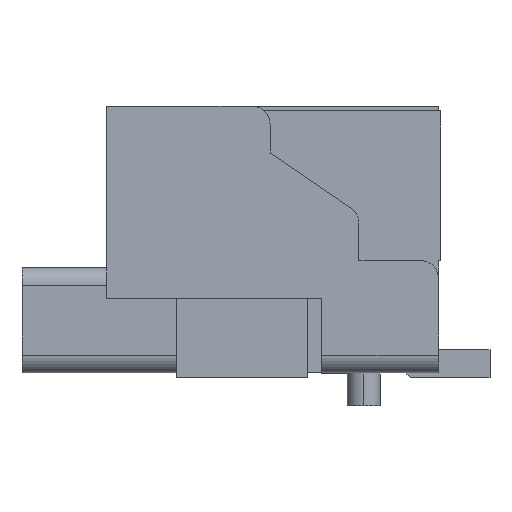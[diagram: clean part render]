
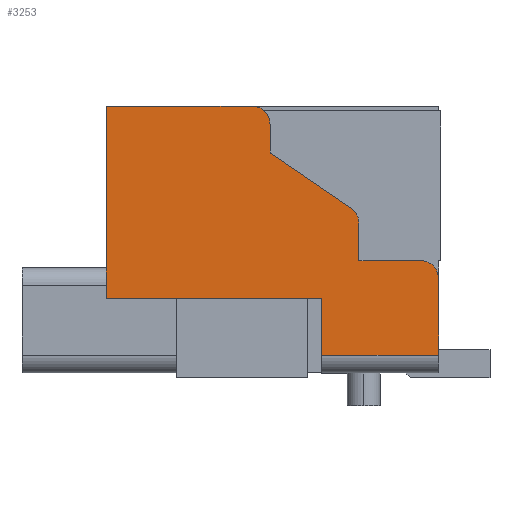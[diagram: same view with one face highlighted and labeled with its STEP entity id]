
A CAD part, left-side view. The second image highlights one B-rep face of the part: STEP entity #3253.
In plain terms, the highlighted planar face has unit normal (-1, 0, 0).
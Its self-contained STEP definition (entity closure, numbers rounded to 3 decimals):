
#8 = EDGE_CURVE ( 'NONE', #5960, #6354, #394, .T. ) ;
#16 = CIRCLE ( 'NONE', #662, 0.381 ) ;
#88 = CARTESIAN_POINT ( 'NONE',  ( -5., -4.45, 0.381 ) ) ;
#111 = CIRCLE ( 'NONE', #1854, 0.381 ) ;
#158 = EDGE_CURVE ( 'NONE', #4519, #2073, #2137, .T. ) ;
#174 = CARTESIAN_POINT ( 'NONE',  ( -5., -2.584, 3.513 ) ) ;
#202 = ORIENTED_EDGE ( 'NONE', *, *, #4539, .T. ) ;
#218 = VERTEX_POINT ( 'NONE', #2279 ) ;
#219 = EDGE_CURVE ( 'NONE', #5977, #4519, #16, .T. ) ;
#365 = EDGE_CURVE ( 'NONE', #5440, #5960, #3722, .T. ) ;
#382 = CARTESIAN_POINT ( 'NONE',  ( -5., -2.75, 0. ) ) ;
#394 = LINE ( 'NONE', #1653, #3091 ) ;
#411 = EDGE_CURVE ( 'NONE', #6354, #4590, #5551, .T. ) ;
#515 = PLANE ( 'NONE',  #3412 ) ;
#569 = EDGE_CURVE ( 'NONE', #4590, #5445, #2457, .T. ) ;
#662 = AXIS2_PLACEMENT_3D ( 'NONE', #1281, #4794, #1783 ) ;
#757 = LINE ( 'NONE', #5892, #2109 ) ;
#826 = DIRECTION ( 'NONE',  ( -1., 0., 0. ) ) ;
#859 = DIRECTION ( 'NONE',  ( 0., 0., 1. ) ) ;
#1025 = DIRECTION ( 'NONE',  ( -1., 0., 0. ) ) ;
#1075 = CARTESIAN_POINT ( 'NONE',  ( -5., -4.45, 5.7 ) ) ;
#1108 = EDGE_CURVE ( 'NONE', #5445, #5443, #4952, .T. ) ;
#1185 = ORIENTED_EDGE ( 'NONE', *, *, #4653, .T. ) ;
#1281 = CARTESIAN_POINT ( 'NONE',  ( -5., -0.469, 5.319 ) ) ;
#1358 = CARTESIAN_POINT ( 'NONE',  ( -5., -4.45, 2.4 ) ) ;
#1653 = CARTESIAN_POINT ( 'NONE',  ( -5., -1.95, 0. ) ) ;
#1712 = CARTESIAN_POINT ( 'NONE',  ( -5., -4.45, 5.7 ) ) ;
#1725 = CARTESIAN_POINT ( 'NONE',  ( -5., -0.85, 0. ) ) ;
#1783 = DIRECTION ( 'NONE',  ( 0., 0., 1. ) ) ;
#1847 = ORIENTED_EDGE ( 'NONE', *, *, #219, .T. ) ;
#1854 = AXIS2_PLACEMENT_3D ( 'NONE', #3867, #826, #4344 ) ;
#1869 = DIRECTION ( 'NONE',  ( 0., 1., 0. ) ) ;
#2047 = CARTESIAN_POINT ( 'NONE',  ( -5., -4.45, 2.019 ) ) ;
#2073 = VERTEX_POINT ( 'NONE', #3195 ) ;
#2096 = VERTEX_POINT ( 'NONE', #174 ) ;
#2109 = VECTOR ( 'NONE', #3457, 1000. ) ;
#2137 = LINE ( 'NONE', #1712, #3338 ) ;
#2228 = DIRECTION ( 'NONE',  ( 0., 0., 1. ) ) ;
#2238 = ORIENTED_EDGE ( 'NONE', *, *, #4018, .T. ) ;
#2279 = CARTESIAN_POINT ( 'NONE',  ( -5., -2.75, 3.199 ) ) ;
#2332 = VERTEX_POINT ( 'NONE', #2363 ) ;
#2357 = CARTESIAN_POINT ( 'NONE',  ( -5., -4.45, 0.381 ) ) ;
#2363 = CARTESIAN_POINT ( 'NONE',  ( -5., -2.75, 2.4 ) ) ;
#2457 = LINE ( 'NONE', #1075, #3659 ) ;
#2540 = DIRECTION ( 'NONE',  ( 0., -1., 0. ) ) ;
#2546 = CARTESIAN_POINT ( 'NONE',  ( -5., -4.069, 2.019 ) ) ;
#2676 = CARTESIAN_POINT ( 'NONE',  ( -5., -0.85, 4.7 ) ) ;
#2797 = CARTESIAN_POINT ( 'NONE',  ( -5., -1.95, 0.381 ) ) ;
#2854 = LINE ( 'NONE', #382, #5487 ) ;
#2866 = EDGE_CURVE ( 'NONE', #5653, #5977, #4095, .T. ) ;
#3027 = EDGE_CURVE ( 'NONE', #2096, #5653, #757, .T. ) ;
#3057 = DIRECTION ( 'NONE',  ( 0., 0., 1. ) ) ;
#3091 = VECTOR ( 'NONE', #5166, 1000. ) ;
#3195 = CARTESIAN_POINT ( 'NONE',  ( -5., 2.65, 5.7 ) ) ;
#3253 = ADVANCED_FACE ( 'NONE', ( #4885 ), #515, .T. ) ;
#3338 = VECTOR ( 'NONE', #5231, 1000. ) ;
#3412 = AXIS2_PLACEMENT_3D ( 'NONE', #4082, #1025, #4562 ) ;
#3457 = DIRECTION ( 'NONE',  ( 0., 0.825, 0.565 ) ) ;
#3506 = EDGE_CURVE ( 'NONE', #2332, #218, #2854, .T. ) ;
#3615 = DIRECTION ( 'NONE',  ( 0., -1., 0. ) ) ;
#3635 = VECTOR ( 'NONE', #6353, 1000. ) ;
#3657 = VECTOR ( 'NONE', #1869, 1000. ) ;
#3659 = VECTOR ( 'NONE', #5106, 1000. ) ;
#3681 = ORIENTED_EDGE ( 'NONE', *, *, #569, .T. ) ;
#3720 = ORIENTED_EDGE ( 'NONE', *, *, #2866, .T. ) ;
#3722 = LINE ( 'NONE', #5992, #4862 ) ;
#3825 = CARTESIAN_POINT ( 'NONE',  ( -5., -0.469, 5.7 ) ) ;
#3867 = CARTESIAN_POINT ( 'NONE',  ( -5., -2.369, 3.199 ) ) ;
#3948 = VECTOR ( 'NONE', #2228, 1000. ) ;
#4018 = EDGE_CURVE ( 'NONE', #2073, #5440, #6231, .T. ) ;
#4082 = CARTESIAN_POINT ( 'NONE',  ( -5., -4.45, 0. ) ) ;
#4095 = LINE ( 'NONE', #1725, #3948 ) ;
#4242 = VECTOR ( 'NONE', #3615, 1000. ) ;
#4344 = DIRECTION ( 'NONE',  ( 0., 0., 1. ) ) ;
#4507 = EDGE_LOOP ( 'NONE', ( #3681, #6346, #1185, #6286, #202, #4826, #3720, #1847, #5981, #2238, #5506, #5988, #5451 ) ) ;
#4519 = VERTEX_POINT ( 'NONE', #3825 ) ;
#4539 = EDGE_CURVE ( 'NONE', #218, #2096, #111, .T. ) ;
#4542 = CARTESIAN_POINT ( 'NONE',  ( -5., 2.65, 1.6 ) ) ;
#4562 = DIRECTION ( 'NONE',  ( 0., 0., 1. ) ) ;
#4590 = VERTEX_POINT ( 'NONE', #2357 ) ;
#4653 = EDGE_CURVE ( 'NONE', #5443, #2332, #6257, .T. ) ;
#4794 = DIRECTION ( 'NONE',  ( -1., 0., 0. ) ) ;
#4826 = ORIENTED_EDGE ( 'NONE', *, *, #3027, .T. ) ;
#4862 = VECTOR ( 'NONE', #2540, 1000. ) ;
#4885 = FACE_OUTER_BOUND ( 'NONE', #4507, .T. ) ;
#4930 = AXIS2_PLACEMENT_3D ( 'NONE', #2546, #6012, #3057 ) ;
#4952 = CIRCLE ( 'NONE', #4930, 0.381 ) ;
#5044 = CARTESIAN_POINT ( 'NONE',  ( -5., -4.069, 2.4 ) ) ;
#5106 = DIRECTION ( 'NONE',  ( 0., 0., 1. ) ) ;
#5166 = DIRECTION ( 'NONE',  ( 0., 0., -1. ) ) ;
#5231 = DIRECTION ( 'NONE',  ( 0., 1., 0. ) ) ;
#5440 = VERTEX_POINT ( 'NONE', #4542 ) ;
#5443 = VERTEX_POINT ( 'NONE', #5044 ) ;
#5445 = VERTEX_POINT ( 'NONE', #2047 ) ;
#5451 = ORIENTED_EDGE ( 'NONE', *, *, #411, .T. ) ;
#5487 = VECTOR ( 'NONE', #859, 1000. ) ;
#5506 = ORIENTED_EDGE ( 'NONE', *, *, #365, .T. ) ;
#5551 = LINE ( 'NONE', #88, #4242 ) ;
#5653 = VERTEX_POINT ( 'NONE', #2676 ) ;
#5859 = CARTESIAN_POINT ( 'NONE',  ( -5., 2.65, 0. ) ) ;
#5892 = CARTESIAN_POINT ( 'NONE',  ( -5., -2.75, 3.4 ) ) ;
#5960 = VERTEX_POINT ( 'NONE', #6429 ) ;
#5977 = VERTEX_POINT ( 'NONE', #6454 ) ;
#5981 = ORIENTED_EDGE ( 'NONE', *, *, #158, .T. ) ;
#5988 = ORIENTED_EDGE ( 'NONE', *, *, #8, .T. ) ;
#5992 = CARTESIAN_POINT ( 'NONE',  ( -5., -4.45, 1.6 ) ) ;
#6012 = DIRECTION ( 'NONE',  ( -1., 0., 0. ) ) ;
#6231 = LINE ( 'NONE', #5859, #3635 ) ;
#6257 = LINE ( 'NONE', #1358, #3657 ) ;
#6286 = ORIENTED_EDGE ( 'NONE', *, *, #3506, .T. ) ;
#6346 = ORIENTED_EDGE ( 'NONE', *, *, #1108, .T. ) ;
#6353 = DIRECTION ( 'NONE',  ( 0., 0., -1. ) ) ;
#6354 = VERTEX_POINT ( 'NONE', #2797 ) ;
#6429 = CARTESIAN_POINT ( 'NONE',  ( -5., -1.95, 1.6 ) ) ;
#6454 = CARTESIAN_POINT ( 'NONE',  ( -5., -0.85, 5.319 ) ) ;
